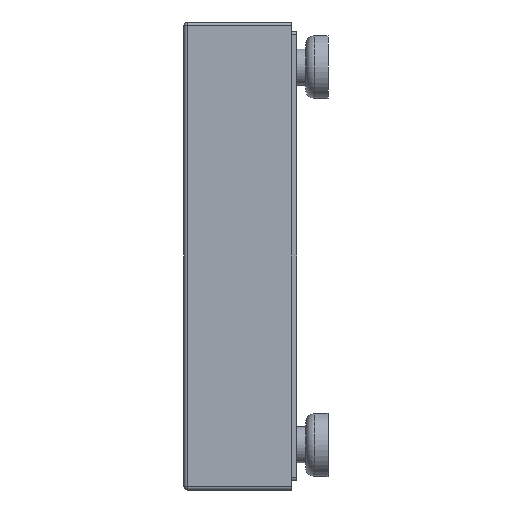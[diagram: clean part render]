
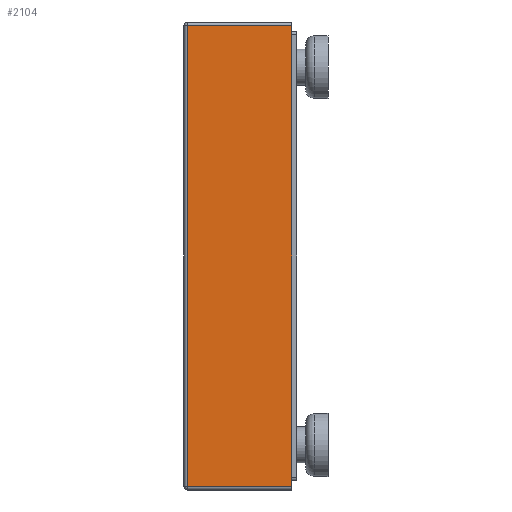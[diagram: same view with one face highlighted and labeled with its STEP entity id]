
A CAD part, left-side view. The second image highlights one B-rep face of the part: STEP entity #2104.
In plain terms, the highlighted face is planar.
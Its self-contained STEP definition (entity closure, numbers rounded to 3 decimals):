
#248 = DIRECTION ( 'NONE',  ( 0., 1., 0. ) ) ;
#681 = CARTESIAN_POINT ( 'NONE',  ( 160., -60., 128. ) ) ;
#962 = CARTESIAN_POINT ( 'NONE',  ( 160., -2., 128. ) ) ;
#2104 = ADVANCED_FACE ( 'NONE', ( #9057 ), #2836, .T. ) ;
#2401 = CARTESIAN_POINT ( 'NONE',  ( 160., -60., -128. ) ) ;
#2737 = DIRECTION ( 'NONE',  ( 1., 0., 0. ) ) ;
#2836 = PLANE ( 'NONE',  #7823 ) ;
#2908 = ORIENTED_EDGE ( 'NONE', *, *, #5198, .T. ) ;
#2910 = VECTOR ( 'NONE', #3492, 1000. ) ;
#3183 = EDGE_LOOP ( 'NONE', ( #7118, #3994, #7575, #2908 ) ) ;
#3257 = VERTEX_POINT ( 'NONE', #3379 ) ;
#3379 = CARTESIAN_POINT ( 'NONE',  ( 160., -60., -128. ) ) ;
#3492 = DIRECTION ( 'NONE',  ( 0., 0., -1. ) ) ;
#3554 = EDGE_CURVE ( 'NONE', #3257, #7088, #4385, .T. ) ;
#3733 = VERTEX_POINT ( 'NONE', #6916 ) ;
#3786 = VECTOR ( 'NONE', #248, 1000. ) ;
#3994 = ORIENTED_EDGE ( 'NONE', *, *, #5899, .T. ) ;
#4360 = CARTESIAN_POINT ( 'NONE',  ( 160., -2., -128. ) ) ;
#4385 = LINE ( 'NONE', #2401, #6669 ) ;
#5198 = EDGE_CURVE ( 'NONE', #3733, #3257, #7654, .T. ) ;
#5291 = EDGE_CURVE ( 'NONE', #3733, #5965, #7964, .T. ) ;
#5560 = CARTESIAN_POINT ( 'NONE',  ( 160., -60., 128. ) ) ;
#5899 = EDGE_CURVE ( 'NONE', #7088, #5965, #7241, .T. ) ;
#5965 = VERTEX_POINT ( 'NONE', #962 ) ;
#6463 = VECTOR ( 'NONE', #7882, 1000. ) ;
#6634 = CARTESIAN_POINT ( 'NONE',  ( 160., -2., 128. ) ) ;
#6669 = VECTOR ( 'NONE', #8029, 1000. ) ;
#6916 = CARTESIAN_POINT ( 'NONE',  ( 160., -60., 128. ) ) ;
#7088 = VERTEX_POINT ( 'NONE', #4360 ) ;
#7118 = ORIENTED_EDGE ( 'NONE', *, *, #3554, .T. ) ;
#7241 = LINE ( 'NONE', #6634, #6463 ) ;
#7575 = ORIENTED_EDGE ( 'NONE', *, *, #5291, .F. ) ;
#7654 = LINE ( 'NONE', #681, #2910 ) ;
#7823 = AXIS2_PLACEMENT_3D ( 'NONE', #5560, #2737, #8455 ) ;
#7882 = DIRECTION ( 'NONE',  ( 0., 0., 1. ) ) ;
#7912 = CARTESIAN_POINT ( 'NONE',  ( 160., -60., 128. ) ) ;
#7964 = LINE ( 'NONE', #7912, #3786 ) ;
#8029 = DIRECTION ( 'NONE',  ( 0., 1., 0. ) ) ;
#8455 = DIRECTION ( 'NONE',  ( 0., 0., -1. ) ) ;
#9057 = FACE_OUTER_BOUND ( 'NONE', #3183, .T. ) ;
